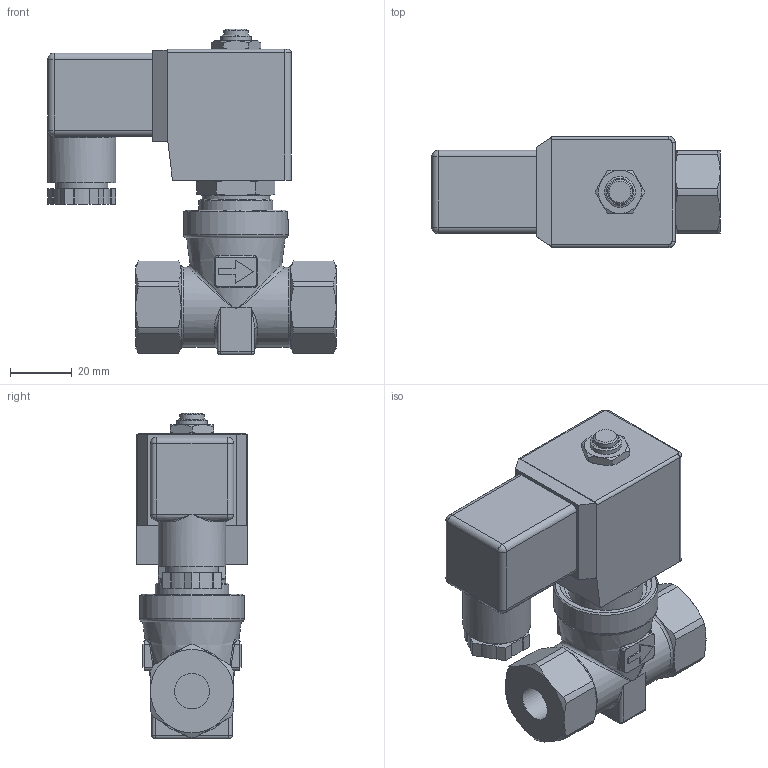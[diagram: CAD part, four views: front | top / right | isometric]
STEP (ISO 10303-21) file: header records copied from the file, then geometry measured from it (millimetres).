
FILE_DESCRIPTION(/* description */ ('3-D-Modell'),/* implementation_level */ '2;1');
FILE_NAME(/* name */ '046.000783_88-005794.stp',/* time_stamp */ '2023-01-18T13:46:08+01:00',/* author */ ('AushilfeKB'),/* organization */ (''),/* preprocessor_version */ 'ST-DEVELOPER v16.1',/* originating_system */ 'Autodesk Inventor 2016',/* authorisation */ '');
FILE_SCHEMA (('AUTOMOTIVE_DESIGN { 1 0 10303 214 3 1 1 }'));
Length unit declared in the file: millimetre
Products named in the file (1): 88-005794
Bounding box: 93.5 x 36 x 105.7 mm (x, y, z)
Volume: 154998.6 mm3; surface area: 26824.5 mm2
Topology: 1 solids, 1 shells, 276 faces, 677 edges, 405 vertices
Faces by surface type: plane 122, cylinder 62, cone 53, bspline 21, torus 10, sphere 8
Full cylindrical faces by diameter (mm): 8 x1, 10 x1, 11.445 x2, 17 x1, 21.9 x1, 22 x1, 24 x1, 26 x2, 34 x1
Entity records: 8960 total; most frequent: CARTESIAN_POINT 2642, ORIENTED_EDGE 1276, DIRECTION 1217, EDGE_CURVE 638, AXIS2_PLACEMENT_3D 465, VERTEX_POINT 398, EDGE_LOOP 310, LINE 287
